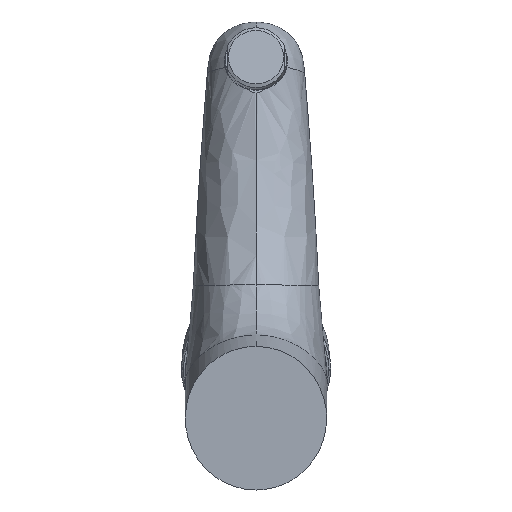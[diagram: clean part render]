
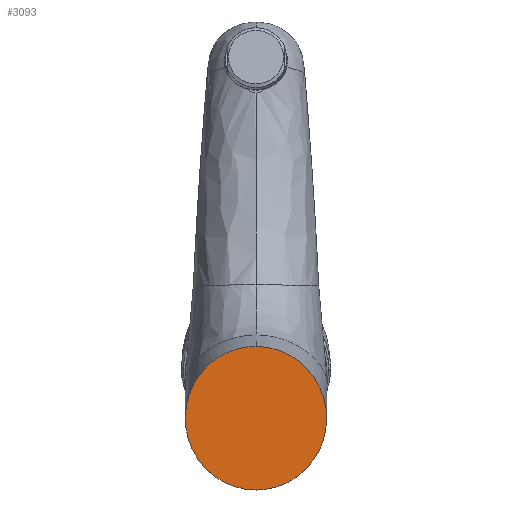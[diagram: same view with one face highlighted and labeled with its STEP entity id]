
A CAD part, front view. The second image highlights one B-rep face of the part: STEP entity #3093.
In plain terms, the highlighted planar face has unit normal (0, -1, 0).
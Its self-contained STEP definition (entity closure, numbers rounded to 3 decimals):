
#654 = VERTEX_POINT ( 'NONE', #10221 ) ;
#1066 = PLANE ( 'NONE',  #2331 ) ;
#2325 = DIRECTION ( 'NONE',  ( 0., -1., 0. ) ) ;
#2331 = AXIS2_PLACEMENT_3D ( 'NONE', #16166, #2325, #11042 ) ;
#2710 = EDGE_LOOP ( 'NONE', ( #6242, #12721 ) ) ;
#3093 = ADVANCED_FACE ( 'NONE', ( #11683 ), #1066, .T. ) ;
#3508 = CARTESIAN_POINT ( 'NONE',  ( 0., 0., 27.924 ) ) ;
#4166 = CARTESIAN_POINT ( 'NONE',  ( 0., 0., -27.924 ) ) ;
#4334 = CARTESIAN_POINT ( 'NONE',  ( 0., 0., 27.924 ) ) ;
#4753 = CARTESIAN_POINT ( 'NONE',  ( 55., 0., -27.924 ) ) ;
#4880 =( BOUNDED_CURVE ( )  B_SPLINE_CURVE ( 3, ( #3508, #10982, #4753, #13535 ),
 .UNSPECIFIED., .F., .F. ) 
 B_SPLINE_CURVE_WITH_KNOTS ( ( 4, 4 ),
 ( 0., 3.142 ),
 .UNSPECIFIED. ) 
 CURVE ( )  GEOMETRIC_REPRESENTATION_ITEM ( )  RATIONAL_B_SPLINE_CURVE ( ( 1., 0.333, 0.333, 1. ) ) 
 REPRESENTATION_ITEM ( '' )  );
#5528 = EDGE_CURVE ( 'NONE', #654, #13076, #7675, .T. ) ;
#6242 = ORIENTED_EDGE ( 'NONE', *, *, #14829, .F. ) ;
#7675 =( BOUNDED_CURVE ( )  B_SPLINE_CURVE ( 3, ( #4166, #11665, #11834, #4334 ),
 .UNSPECIFIED., .F., .T. ) 
 B_SPLINE_CURVE_WITH_KNOTS ( ( 4, 4 ),
 ( 3.142, 6.283 ),
 .UNSPECIFIED. ) 
 CURVE ( )  GEOMETRIC_REPRESENTATION_ITEM ( )  RATIONAL_B_SPLINE_CURVE ( ( 1., 0.333, 0.333, 1. ) ) 
 REPRESENTATION_ITEM ( '' )  );
#10221 = CARTESIAN_POINT ( 'NONE',  ( 0., 0., -27.924 ) ) ;
#10982 = CARTESIAN_POINT ( 'NONE',  ( 55., 0., 27.924 ) ) ;
#11042 = DIRECTION ( 'NONE',  ( -1., 0., 0. ) ) ;
#11665 = CARTESIAN_POINT ( 'NONE',  ( -55., 0., -27.924 ) ) ;
#11683 = FACE_OUTER_BOUND ( 'NONE', #2710, .T. ) ;
#11834 = CARTESIAN_POINT ( 'NONE',  ( -55., 0., 27.924 ) ) ;
#12721 = ORIENTED_EDGE ( 'NONE', *, *, #5528, .F. ) ;
#13076 = VERTEX_POINT ( 'NONE', #13939 ) ;
#13535 = CARTESIAN_POINT ( 'NONE',  ( 0., 0., -27.924 ) ) ;
#13939 = CARTESIAN_POINT ( 'NONE',  ( 0., 0., 27.924 ) ) ;
#14829 = EDGE_CURVE ( 'NONE', #13076, #654, #4880, .T. ) ;
#16166 = CARTESIAN_POINT ( 'NONE',  ( 8.758, 0., 0. ) ) ;
